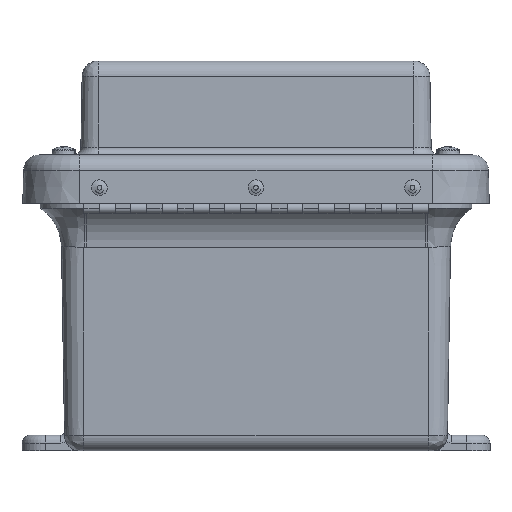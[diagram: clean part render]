
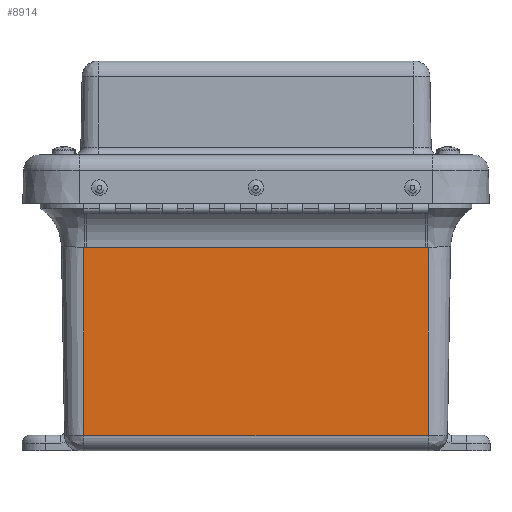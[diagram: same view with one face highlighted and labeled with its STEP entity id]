
A CAD part, left-side view. The second image highlights one B-rep face of the part: STEP entity #8914.
In plain terms, the highlighted face is planar.
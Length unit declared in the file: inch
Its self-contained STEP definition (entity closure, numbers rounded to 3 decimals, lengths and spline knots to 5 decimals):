
#373=LINE($,#15149,#931);
#405=LINE($,#15639,#963);
#408=LINE($,#15933,#966);
#410=LINE($,#15936,#968);
#931=VECTOR($,#11252,5.4947);
#963=VECTOR($,#11452,5.41482);
#966=VECTOR($,#11489,3.00281);
#968=VECTOR($,#11493,3.00281);
#1414=PLANE($,#9731);
#2256=FACE_OUTER_BOUND($,#2870,.T.);
#2870=EDGE_LOOP($,(#6912,#6913,#6914,#6915,#6916,#6917));
#3680=CIRCLE($,#9708,1.82724);
#3688=CIRCLE($,#9718,1.82742);
#4280=VERTEX_POINT($,#15104);
#4287=VERTEX_POINT($,#15139);
#4335=VERTEX_POINT($,#15459);
#4339=VERTEX_POINT($,#15600);
#4343=VERTEX_POINT($,#15635);
#4347=VERTEX_POINT($,#15670);
#5235=EDGE_CURVE($,#4287,#4280,#373,.T.);
#5322=EDGE_CURVE($,#4335,#4339,#3680,.T.);
#5328=EDGE_CURVE($,#4339,#4343,#405,.T.);
#5334=EDGE_CURVE($,#4343,#4347,#3688,.T.);
#5348=EDGE_CURVE($,#4347,#4287,#408,.T.);
#5350=EDGE_CURVE($,#4335,#4280,#410,.T.);
#6912=ORIENTED_EDGE($,*,*,#5334,.F.);
#6913=ORIENTED_EDGE($,*,*,#5328,.F.);
#6914=ORIENTED_EDGE($,*,*,#5322,.F.);
#6915=ORIENTED_EDGE($,*,*,#5350,.T.);
#6916=ORIENTED_EDGE($,*,*,#5235,.F.);
#6917=ORIENTED_EDGE($,*,*,#5348,.F.);
#8914=ADVANCED_FACE($,(#2256),#1414,.T.);
#9708=AXIS2_PLACEMENT_3D($,#15604,#11439,#11440);
#9718=AXIS2_PLACEMENT_3D($,#15674,#11463,#11464);
#9731=AXIS2_PLACEMENT_3D($,#15935,#11491,#11492);
#11252=DIRECTION($,(-1.,0.,0.));
#11439=DIRECTION('center_axis',(0.,1.,
0.016));
#11440=DIRECTION('ref_axis',(0.,-0.016,1.));
#11452=DIRECTION($,(1.,0.,0.));
#11463=DIRECTION('center_axis',(0.,1.,
0.016));
#11464=DIRECTION('ref_axis',(0.022,-0.016,1.));
#11489=DIRECTION($,(0.,-0.016,1.));
#11491=DIRECTION('center_axis',(0.,1.,0.016));
#11492=DIRECTION('ref_axis',(-1.,0.,0.));
#11493=DIRECTION($,(0.,-0.016,1.));
#15104=CARTESIAN_POINT('',(-2.74735,2.04909,4.25402));
#15139=CARTESIAN_POINT('',(2.74735,2.04909,4.25402));
#15149=CARTESIAN_POINT($,(2.74735,2.04909,4.25402));
#15459=CARTESIAN_POINT('',(-2.74735,2.09734,1.2516));
#15600=CARTESIAN_POINT('',(-2.70741,2.09733,1.25204));
#15604=CARTESIAN_POINT('Origin',(-2.70743,2.12669,-0.57497));
#15635=CARTESIAN_POINT('',(2.70741,2.09733,1.25204));
#15639=CARTESIAN_POINT($,(-2.70741,2.09733,1.25204));
#15670=CARTESIAN_POINT('',(2.74735,2.09734,1.2516));
#15674=CARTESIAN_POINT('Origin',(2.70743,2.12669,-0.57515));
#15933=CARTESIAN_POINT($,(2.74735,2.09734,1.2516));
#15935=CARTESIAN_POINT('Origin',(-2.74735,2.11742,0.00196));
#15936=CARTESIAN_POINT($,(-2.74735,2.09734,1.2516));
